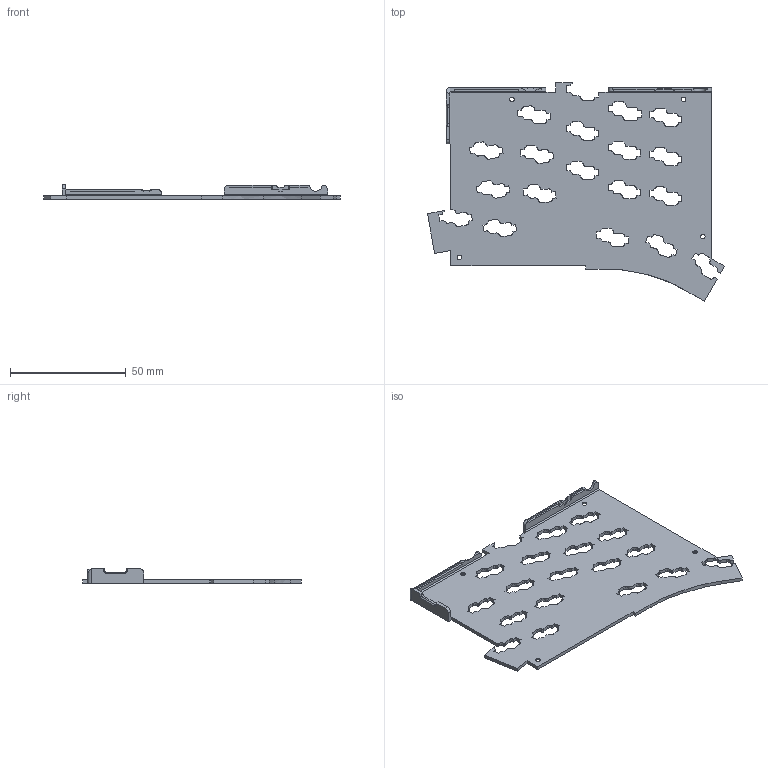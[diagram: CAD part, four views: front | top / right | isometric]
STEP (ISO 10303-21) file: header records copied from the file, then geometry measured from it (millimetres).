
FILE_DESCRIPTION(/* description */ (''),/* implementation_level */ '2;1');
FILE_NAME(/* name */ 'TOTEM case_v06 v6_Lbottom.step',/* time_stamp */ '2022-09-24T21:09:36+02:00',/* author */ (''),/* organization */ (''),/* preprocessor_version */ 'ST-DEVELOPER v19',/* originating_system */ 'Autodesk Translation Framework v11.7.0.108',/* authorisation */ '');
FILE_SCHEMA (('AUTOMOTIVE_DESIGN { 1 0 10303 214 3 1 1 }'));
Length unit declared in the file: millimetre
Products named in the file (1): TOTEM case_v06
Bounding box: 128.32 x 94.46 x 6.2 mm (x, y, z)
Volume: 12237.8 mm3; surface area: 18315.5 mm2
Topology: 1 solids, 1 shells, 780 faces, 2303 edges, 1529 vertices
Faces by surface type: plane 399, bspline 350, cylinder 20, cone 11
Full cylindrical faces by diameter (mm): 2 x4, 9 x4
Entity records: 28113 total; most frequent: CARTESIAN_POINT 9403, ORIENTED_EDGE 4606, DIRECTION 2663, EDGE_CURVE 2303, LINE 1545, VECTOR 1545, VERTEX_POINT 1529, EDGE_LOOP 824
